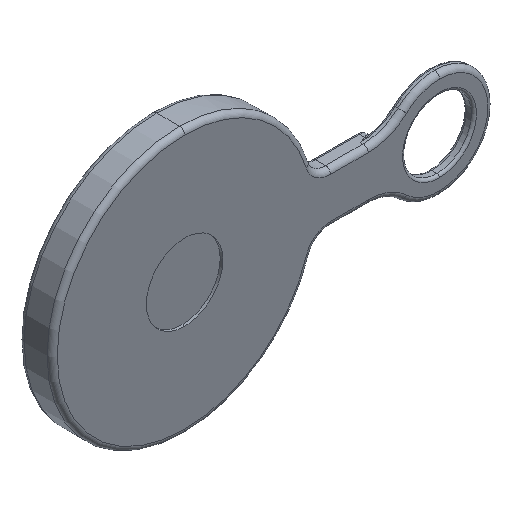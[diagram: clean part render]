
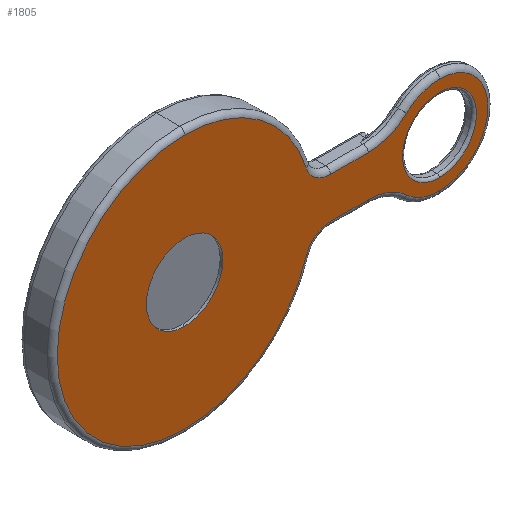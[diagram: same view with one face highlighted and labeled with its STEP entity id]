
A CAD part, isometric view. The second image highlights one B-rep face of the part: STEP entity #1805.
In plain terms, the highlighted planar face has unit normal (0, -1, 0).
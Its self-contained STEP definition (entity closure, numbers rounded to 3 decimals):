
#3 = VERTEX_POINT ( 'NONE', #2225 ) ;
#42 = DIRECTION ( 'NONE',  ( 0., 0., -1. ) ) ;
#58 = DIRECTION ( 'NONE',  ( 0., -1., 0. ) ) ;
#84 = CIRCLE ( 'NONE', #792, 9.5 ) ;
#105 = CARTESIAN_POINT ( 'NONE',  ( 0., 0., 0. ) ) ;
#109 = CIRCLE ( 'NONE', #1054, 25. ) ;
#145 = ORIENTED_EDGE ( 'NONE', *, *, #688, .F. ) ;
#154 = DIRECTION ( 'NONE',  ( 0., 0., 1. ) ) ;
#155 = DIRECTION ( 'NONE',  ( 0., -1., 0. ) ) ;
#163 = CARTESIAN_POINT ( 'NONE',  ( 0., 0., 0. ) ) ;
#187 = VERTEX_POINT ( 'NONE', #2027 ) ;
#211 = DIRECTION ( 'NONE',  ( 0., 0., 1. ) ) ;
#214 = DIRECTION ( 'NONE',  ( 0., 1., 0. ) ) ;
#217 = CARTESIAN_POINT ( 'NONE',  ( 28.618, 0., 9. ) ) ;
#227 = DIRECTION ( 'NONE',  ( 0., 0., 1. ) ) ;
#236 = DIRECTION ( 'NONE',  ( 0., -1., 0. ) ) ;
#237 = CARTESIAN_POINT ( 'NONE',  ( 0., 0., 0. ) ) ;
#248 = DIRECTION ( 'NONE',  ( -1., 0., 0. ) ) ;
#249 = CARTESIAN_POINT ( 'NONE',  ( 0., 0., 4. ) ) ;
#263 = DIRECTION ( 'NONE',  ( 0., 0., 1. ) ) ;
#265 = DIRECTION ( 'NONE',  ( 0., 1., 0. ) ) ;
#266 = CARTESIAN_POINT ( 'NONE',  ( 36.027, 0., 15. ) ) ;
#273 = DIRECTION ( 'NONE',  ( 0., 0., 1. ) ) ;
#274 = DIRECTION ( 'NONE',  ( 0., -1., 0. ) ) ;
#277 = CARTESIAN_POINT ( 'NONE',  ( 50., 0., 0. ) ) ;
#303 = DIRECTION ( 'NONE',  ( 0., 0., 1. ) ) ;
#304 = DIRECTION ( 'NONE',  ( 0., 1., 0. ) ) ;
#305 = CARTESIAN_POINT ( 'NONE',  ( 36.027, 0., -15. ) ) ;
#315 = DIRECTION ( 'NONE',  ( 0., 0., 1. ) ) ;
#318 = DIRECTION ( 'NONE',  ( 0., 1., 0. ) ) ;
#320 = CARTESIAN_POINT ( 'NONE',  ( 28.618, 0., -9. ) ) ;
#323 = DIRECTION ( 'NONE',  ( 1., 0., 0. ) ) ;
#324 = CARTESIAN_POINT ( 'NONE',  ( 0., 0., -4. ) ) ;
#325 = DIRECTION ( 'NONE',  ( 0., 0., 1. ) ) ;
#332 = DIRECTION ( 'NONE',  ( 0., 1., 0. ) ) ;
#334 = CARTESIAN_POINT ( 'NONE',  ( 50., 0., 0. ) ) ;
#359 = DIRECTION ( 'NONE',  ( 0., 0., -1. ) ) ;
#362 = EDGE_LOOP ( 'NONE', ( #637, #1820, #412, #1111, #2088, #1783, #656, #1215, #1662, #807, #2046, #473 ) ) ;
#364 = DIRECTION ( 'NONE',  ( 0., -1., 0. ) ) ;
#367 = CARTESIAN_POINT ( 'NONE',  ( 0., 0., 0. ) ) ;
#412 = ORIENTED_EDGE ( 'NONE', *, *, #1554, .T. ) ;
#429 = VERTEX_POINT ( 'NONE', #1258 ) ;
#441 = DIRECTION ( 'NONE',  ( 0., 0., 1. ) ) ;
#444 = DIRECTION ( 'NONE',  ( 0., -1., 0. ) ) ;
#449 = CARTESIAN_POINT ( 'NONE',  ( 0., 0., 0. ) ) ;
#450 = CIRCLE ( 'NONE', #1048, 5. ) ;
#452 = EDGE_CURVE ( 'NONE', #2006, #187, #1782, .T. ) ;
#467 = VERTEX_POINT ( 'NONE', #1154 ) ;
#473 = ORIENTED_EDGE ( 'NONE', *, *, #1491, .T. ) ;
#474 = CARTESIAN_POINT ( 'NONE',  ( 50., 0., 9.5 ) ) ;
#508 = EDGE_LOOP ( 'NONE', ( #2293, #145 ) ) ;
#527 = CARTESIAN_POINT ( 'NONE',  ( 50., 0., 7.25 ) ) ;
#546 = VECTOR ( 'NONE', #323, 1000. ) ;
#597 = LINE ( 'NONE', #324, #546 ) ;
#620 = CARTESIAN_POINT ( 'NONE',  ( 50., 0., -7.25 ) ) ;
#637 = ORIENTED_EDGE ( 'NONE', *, *, #1545, .T. ) ;
#656 = ORIENTED_EDGE ( 'NONE', *, *, #1570, .T. ) ;
#662 = VERTEX_POINT ( 'NONE', #527 ) ;
#688 = EDGE_CURVE ( 'NONE', #1245, #1311, #1339, .T. ) ;
#780 = EDGE_CURVE ( 'NONE', #662, #2237, #2254, .T. ) ;
#792 = AXIS2_PLACEMENT_3D ( 'NONE', #947, #938, #932 ) ;
#799 = CARTESIAN_POINT ( 'NONE',  ( 23.848, 0., -7.5 ) ) ;
#807 = ORIENTED_EDGE ( 'NONE', *, *, #1597, .T. ) ;
#821 = CARTESIAN_POINT ( 'NONE',  ( 0., 0., -7.5 ) ) ;
#825 = CARTESIAN_POINT ( 'NONE',  ( 28.618, 0., -4. ) ) ;
#831 = CARTESIAN_POINT ( 'NONE',  ( 0., 0., 7.5 ) ) ;
#865 = CARTESIAN_POINT ( 'NONE',  ( 36.027, 0., 4. ) ) ;
#867 = AXIS2_PLACEMENT_3D ( 'NONE', #1693, #1607, #1602 ) ;
#932 = DIRECTION ( 'NONE',  ( 0., 0., 1. ) ) ;
#938 = DIRECTION ( 'NONE',  ( 0., -1., 0. ) ) ;
#939 = VERTEX_POINT ( 'NONE', #1513 ) ;
#947 = CARTESIAN_POINT ( 'NONE',  ( 50., 0., 0. ) ) ;
#949 = CARTESIAN_POINT ( 'NONE',  ( 36.027, 0., -4. ) ) ;
#966 = VECTOR ( 'NONE', #248, 1000. ) ;
#1029 = AXIS2_PLACEMENT_3D ( 'NONE', #163, #155, #154 ) ;
#1031 = CARTESIAN_POINT ( 'NONE',  ( 23.848, 0., 7.5 ) ) ;
#1036 = CIRCLE ( 'NONE', #1056, 11. ) ;
#1048 = AXIS2_PLACEMENT_3D ( 'NONE', #217, #214, #211 ) ;
#1054 = AXIS2_PLACEMENT_3D ( 'NONE', #237, #236, #227 ) ;
#1056 = AXIS2_PLACEMENT_3D ( 'NONE', #266, #265, #263 ) ;
#1072 = AXIS2_PLACEMENT_3D ( 'NONE', #277, #274, #273 ) ;
#1074 = AXIS2_PLACEMENT_3D ( 'NONE', #305, #304, #303 ) ;
#1076 = AXIS2_PLACEMENT_3D ( 'NONE', #320, #318, #315 ) ;
#1080 = AXIS2_PLACEMENT_3D ( 'NONE', #334, #332, #325 ) ;
#1081 = AXIS2_PLACEMENT_3D ( 'NONE', #367, #364, #359 ) ;
#1087 = AXIS2_PLACEMENT_3D ( 'NONE', #449, #444, #441 ) ;
#1111 = ORIENTED_EDGE ( 'NONE', *, *, #1561, .T. ) ;
#1120 = DIRECTION ( 'NONE',  ( 0., 0., 1. ) ) ;
#1141 = DIRECTION ( 'NONE',  ( 0., -1., 0. ) ) ;
#1145 = VERTEX_POINT ( 'NONE', #1031 ) ;
#1149 = CARTESIAN_POINT ( 'NONE',  ( 50., 0., 0. ) ) ;
#1154 = CARTESIAN_POINT ( 'NONE',  ( 0., 0., -25. ) ) ;
#1202 = AXIS2_PLACEMENT_3D ( 'NONE', #1863, #1862, #1856 ) ;
#1214 = VERTEX_POINT ( 'NONE', #825 ) ;
#1215 = ORIENTED_EDGE ( 'NONE', *, *, #1573, .T. ) ;
#1221 = CIRCLE ( 'NONE', #1081, 7.5 ) ;
#1245 = VERTEX_POINT ( 'NONE', #831 ) ;
#1258 = CARTESIAN_POINT ( 'NONE',  ( 43.525, 0., -6.951 ) ) ;
#1283 = AXIS2_PLACEMENT_3D ( 'NONE', #105, #58, #42 ) ;
#1311 = VERTEX_POINT ( 'NONE', #821 ) ;
#1339 = CIRCLE ( 'NONE', #1283, 7.5 ) ;
#1346 = VERTEX_POINT ( 'NONE', #799 ) ;
#1434 = AXIS2_PLACEMENT_3D ( 'NONE', #1149, #1141, #1120 ) ;
#1491 = EDGE_CURVE ( 'NONE', #467, #1346, #1938, .T. ) ;
#1512 = LINE ( 'NONE', #249, #966 ) ;
#1513 = CARTESIAN_POINT ( 'NONE',  ( 28.618, 0., 4. ) ) ;
#1525 = EDGE_CURVE ( 'NONE', #1311, #1245, #1221, .T. ) ;
#1539 = ORIENTED_EDGE ( 'NONE', *, *, #780, .T. ) ;
#1544 = EDGE_CURVE ( 'NONE', #2237, #662, #1707, .T. ) ;
#1545 = EDGE_CURVE ( 'NONE', #1346, #1214, #1641, .T. ) ;
#1552 = EDGE_CURVE ( 'NONE', #1214, #1885, #597, .T. ) ;
#1554 = EDGE_CURVE ( 'NONE', #1885, #429, #2056, .T. ) ;
#1561 = EDGE_CURVE ( 'NONE', #429, #3, #1576, .T. ) ;
#1570 = EDGE_CURVE ( 'NONE', #187, #1910, #1036, .T. ) ;
#1573 = EDGE_CURVE ( 'NONE', #1910, #939, #1512, .T. ) ;
#1576 = CIRCLE ( 'NONE', #1072, 9.5 ) ;
#1578 = EDGE_CURVE ( 'NONE', #2251, #467, #109, .T. ) ;
#1579 = EDGE_CURVE ( 'NONE', #939, #1145, #450, .T. ) ;
#1597 = EDGE_CURVE ( 'NONE', #1145, #2251, #1915, .T. ) ;
#1602 = DIRECTION ( 'NONE',  ( 0., 0., 1. ) ) ;
#1607 = DIRECTION ( 'NONE',  ( 0., 1., 0. ) ) ;
#1630 = PLANE ( 'NONE',  #867 ) ;
#1641 = CIRCLE ( 'NONE', #1076, 5. ) ;
#1662 = ORIENTED_EDGE ( 'NONE', *, *, #1579, .T. ) ;
#1693 = CARTESIAN_POINT ( 'NONE',  ( 0., 0., 0. ) ) ;
#1707 = CIRCLE ( 'NONE', #1080, 7.25 ) ;
#1739 = FACE_OUTER_BOUND ( 'NONE', #362, .T. ) ;
#1782 = CIRCLE ( 'NONE', #1434, 9.5 ) ;
#1783 = ORIENTED_EDGE ( 'NONE', *, *, #452, .T. ) ;
#1797 = FACE_BOUND ( 'NONE', #508, .T. ) ;
#1805 = ADVANCED_FACE ( 'NONE', ( #1797, #2179, #1739 ), #1630, .F. ) ;
#1820 = ORIENTED_EDGE ( 'NONE', *, *, #1552, .T. ) ;
#1854 = CARTESIAN_POINT ( 'NONE',  ( 0., 0., 25. ) ) ;
#1856 = DIRECTION ( 'NONE',  ( 0., 0., 1. ) ) ;
#1862 = DIRECTION ( 'NONE',  ( 0., 1., 0. ) ) ;
#1863 = CARTESIAN_POINT ( 'NONE',  ( 50., 0., 0. ) ) ;
#1876 = EDGE_CURVE ( 'NONE', #3, #2006, #84, .T. ) ;
#1885 = VERTEX_POINT ( 'NONE', #949 ) ;
#1910 = VERTEX_POINT ( 'NONE', #865 ) ;
#1915 = CIRCLE ( 'NONE', #1029, 25. ) ;
#1938 = CIRCLE ( 'NONE', #1087, 25. ) ;
#2006 = VERTEX_POINT ( 'NONE', #474 ) ;
#2027 = CARTESIAN_POINT ( 'NONE',  ( 43.525, 0., 6.951 ) ) ;
#2046 = ORIENTED_EDGE ( 'NONE', *, *, #1578, .T. ) ;
#2056 = CIRCLE ( 'NONE', #1074, 11. ) ;
#2085 = ORIENTED_EDGE ( 'NONE', *, *, #1544, .T. ) ;
#2088 = ORIENTED_EDGE ( 'NONE', *, *, #1876, .T. ) ;
#2179 = FACE_BOUND ( 'NONE', #2194, .T. ) ;
#2194 = EDGE_LOOP ( 'NONE', ( #1539, #2085 ) ) ;
#2225 = CARTESIAN_POINT ( 'NONE',  ( 50., 0., -9.5 ) ) ;
#2237 = VERTEX_POINT ( 'NONE', #620 ) ;
#2251 = VERTEX_POINT ( 'NONE', #1854 ) ;
#2254 = CIRCLE ( 'NONE', #1202, 7.25 ) ;
#2293 = ORIENTED_EDGE ( 'NONE', *, *, #1525, .F. ) ;
